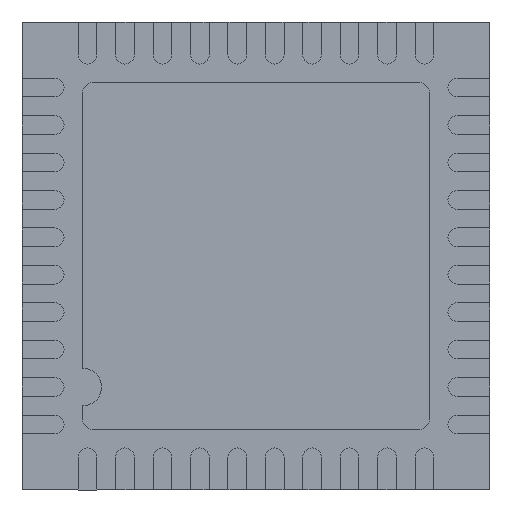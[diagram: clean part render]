
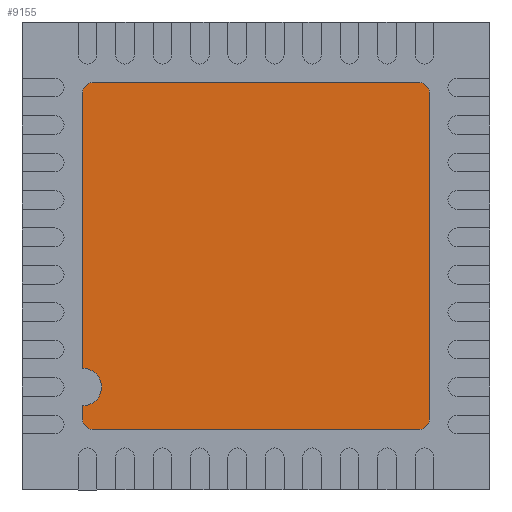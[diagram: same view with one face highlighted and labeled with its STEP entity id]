
A CAD part, front view. The second image highlights one B-rep face of the part: STEP entity #9155.
In plain terms, the highlighted planar face has unit normal (0, -1, 0).
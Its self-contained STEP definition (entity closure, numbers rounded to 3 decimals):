
#1145 = EDGE_LOOP ( 'NONE', ( #1508, #1509, #1510, #1511, #1512, #1513, #1514, #1515, #1516, #1517 ) ) ;
#1508 = ORIENTED_EDGE ( 'NONE', *, *, #9324, .T. ) ;
#1509 = ORIENTED_EDGE ( 'NONE', *, *, #9297, .T. ) ;
#1510 = ORIENTED_EDGE ( 'NONE', *, *, #9300, .T. ) ;
#1511 = ORIENTED_EDGE ( 'NONE', *, *, #9303, .T. ) ;
#1512 = ORIENTED_EDGE ( 'NONE', *, *, #9306, .T. ) ;
#1513 = ORIENTED_EDGE ( 'NONE', *, *, #9309, .T. ) ;
#1514 = ORIENTED_EDGE ( 'NONE', *, *, #9312, .T. ) ;
#1515 = ORIENTED_EDGE ( 'NONE', *, *, #9315, .T. ) ;
#1516 = ORIENTED_EDGE ( 'NONE', *, *, #9318, .T. ) ;
#1517 = ORIENTED_EDGE ( 'NONE', *, *, #9321, .T. ) ;
#6503 = PLANE ( 'NONE',  #18509 ) ;
#6506 = CARTESIAN_POINT ( 'NONE',  ( -1.75, -0.55, -1.75 ) ) ;
#6510 = FACE_OUTER_BOUND ( 'NONE', #1145, .T. ) ;
#6512 = DIRECTION ( 'NONE',  ( 0., 1., 0. ) ) ;
#6513 = DIRECTION ( 'NONE',  ( 0., 0., 1. ) ) ;
#7227 = LINE ( 'NONE', #7235, #18693 ) ;
#7235 = CARTESIAN_POINT ( 'NONE',  ( -1.75, -0.55, -1.85 ) ) ;
#7237 = DIRECTION ( 'NONE',  ( 1., 0., 0. ) ) ;
#7246 = CARTESIAN_POINT ( 'NONE',  ( 1.75, -0.55, -1.75 ) ) ;
#7247 = DIRECTION ( 'NONE',  ( 0., -1., 0. ) ) ;
#7248 = DIRECTION ( 'NONE',  ( 0., 0., 1. ) ) ;
#7253 = LINE ( 'NONE', #7254, #18707 ) ;
#7254 = CARTESIAN_POINT ( 'NONE',  ( 1.85, -0.55, 1.75 ) ) ;
#7255 = DIRECTION ( 'NONE',  ( 0., 0., 1. ) ) ;
#9155 = ADVANCED_FACE ( 'NONE', ( #6510 ), #6503, .F. ) ;
#9297 = EDGE_CURVE ( 'NONE', #14280, #14295, #7227, .T. ) ;
#9300 = EDGE_CURVE ( 'NONE', #14295, #14293, #18703, .T. ) ;
#9303 = EDGE_CURVE ( 'NONE', #14293, #14291, #7253, .T. ) ;
#9306 = EDGE_CURVE ( 'NONE', #14291, #14289, #18711, .T. ) ;
#9309 = EDGE_CURVE ( 'NONE', #14289, #14288, #20087, .T. ) ;
#9312 = EDGE_CURVE ( 'NONE', #14288, #14256, #18719, .T. ) ;
#9315 = EDGE_CURVE ( 'NONE', #14256, #14285, #20105, .T. ) ;
#9318 = EDGE_CURVE ( 'NONE', #14285, #14283, #18727, .T. ) ;
#9321 = EDGE_CURVE ( 'NONE', #14283, #14284, #20122, .T. ) ;
#9324 = EDGE_CURVE ( 'NONE', #14284, #14280, #18734, .T. ) ;
#14256 = VERTEX_POINT ( 'NONE', #16199 ) ;
#14280 = VERTEX_POINT ( 'NONE', #16223 ) ;
#14283 = VERTEX_POINT ( 'NONE', #16226 ) ;
#14284 = VERTEX_POINT ( 'NONE', #16227 ) ;
#14285 = VERTEX_POINT ( 'NONE', #16228 ) ;
#14288 = VERTEX_POINT ( 'NONE', #16231 ) ;
#14289 = VERTEX_POINT ( 'NONE', #16232 ) ;
#14291 = VERTEX_POINT ( 'NONE', #16234 ) ;
#14293 = VERTEX_POINT ( 'NONE', #16236 ) ;
#14295 = VERTEX_POINT ( 'NONE', #16238 ) ;
#16199 = CARTESIAN_POINT ( 'NONE',  ( -1.85, -0.55, 1.75 ) ) ;
#16223 = CARTESIAN_POINT ( 'NONE',  ( -1.75, -0.55, -1.85 ) ) ;
#16226 = CARTESIAN_POINT ( 'NONE',  ( -1.85, -0.55, -1.6 ) ) ;
#16227 = CARTESIAN_POINT ( 'NONE',  ( -1.85, -0.55, -1.75 ) ) ;
#16228 = CARTESIAN_POINT ( 'NONE',  ( -1.85, -0.55, -1.2 ) ) ;
#16231 = CARTESIAN_POINT ( 'NONE',  ( -1.75, -0.55, 1.85 ) ) ;
#16232 = CARTESIAN_POINT ( 'NONE',  ( 1.75, -0.55, 1.85 ) ) ;
#16234 = CARTESIAN_POINT ( 'NONE',  ( 1.85, -0.55, 1.75 ) ) ;
#16236 = CARTESIAN_POINT ( 'NONE',  ( 1.85, -0.55, -1.75 ) ) ;
#16238 = CARTESIAN_POINT ( 'NONE',  ( 1.75, -0.55, -1.85 ) ) ;
#18509 = AXIS2_PLACEMENT_3D ( 'NONE', #6506, #6512, #6513 ) ;
#18693 = VECTOR ( 'NONE', #7237, 1000. ) ;
#18703 = CIRCLE ( 'NONE', #18705, 0.1 ) ;
#18705 = AXIS2_PLACEMENT_3D ( 'NONE', #7246, #7247, #7248 ) ;
#18707 = VECTOR ( 'NONE', #7255, 1000. ) ;
#18711 = CIRCLE ( 'NONE', #18713, 0.1 ) ;
#18713 = AXIS2_PLACEMENT_3D ( 'NONE', #20080, #20081, #20082 ) ;
#18715 = VECTOR ( 'NONE', #20089, 1000. ) ;
#18719 = CIRCLE ( 'NONE', #18721, 0.1 ) ;
#18721 = AXIS2_PLACEMENT_3D ( 'NONE', #20098, #20099, #20100 ) ;
#18723 = VECTOR ( 'NONE', #20107, 1000. ) ;
#18727 = CIRCLE ( 'NONE', #18729, 0.2 ) ;
#18729 = AXIS2_PLACEMENT_3D ( 'NONE', #20116, #20117, #20118 ) ;
#18731 = VECTOR ( 'NONE', #20124, 1000. ) ;
#18734 = CIRCLE ( 'NONE', #18737, 0.1 ) ;
#18737 = AXIS2_PLACEMENT_3D ( 'NONE', #20135, #20136, #20137 ) ;
#20080 = CARTESIAN_POINT ( 'NONE',  ( 1.75, -0.55, 1.75 ) ) ;
#20081 = DIRECTION ( 'NONE',  ( 0., -1., 0. ) ) ;
#20082 = DIRECTION ( 'NONE',  ( 0., 0., 1. ) ) ;
#20087 = LINE ( 'NONE', #20088, #18715 ) ;
#20088 = CARTESIAN_POINT ( 'NONE',  ( -1.75, -0.55, 1.85 ) ) ;
#20089 = DIRECTION ( 'NONE',  ( -1., 0., 0. ) ) ;
#20098 = CARTESIAN_POINT ( 'NONE',  ( -1.75, -0.55, 1.75 ) ) ;
#20099 = DIRECTION ( 'NONE',  ( 0., -1., 0. ) ) ;
#20100 = DIRECTION ( 'NONE',  ( 0., 0., 1. ) ) ;
#20105 = LINE ( 'NONE', #20106, #18723 ) ;
#20106 = CARTESIAN_POINT ( 'NONE',  ( -1.85, -0.55, -1.2 ) ) ;
#20107 = DIRECTION ( 'NONE',  ( 0., 0., -1. ) ) ;
#20116 = CARTESIAN_POINT ( 'NONE',  ( -1.85, -0.55, -1.4 ) ) ;
#20117 = DIRECTION ( 'NONE',  ( 0., 1., 0. ) ) ;
#20118 = DIRECTION ( 'NONE',  ( 0., 0., -1. ) ) ;
#20122 = LINE ( 'NONE', #20123, #18731 ) ;
#20123 = CARTESIAN_POINT ( 'NONE',  ( -1.85, -0.55, -1.75 ) ) ;
#20124 = DIRECTION ( 'NONE',  ( 0., 0., -1. ) ) ;
#20135 = CARTESIAN_POINT ( 'NONE',  ( -1.75, -0.55, -1.75 ) ) ;
#20136 = DIRECTION ( 'NONE',  ( 0., -1., 0. ) ) ;
#20137 = DIRECTION ( 'NONE',  ( 0., 0., 1. ) ) ;
